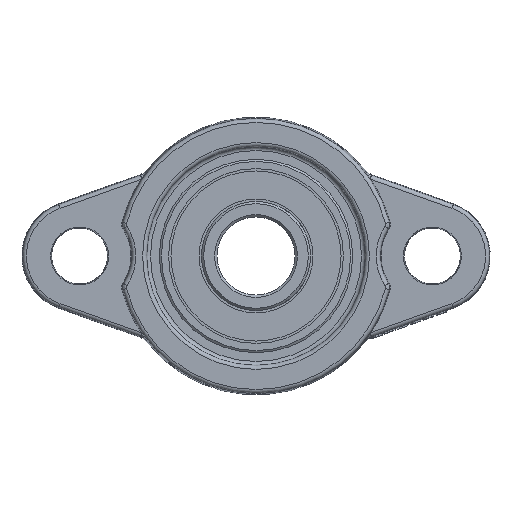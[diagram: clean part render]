
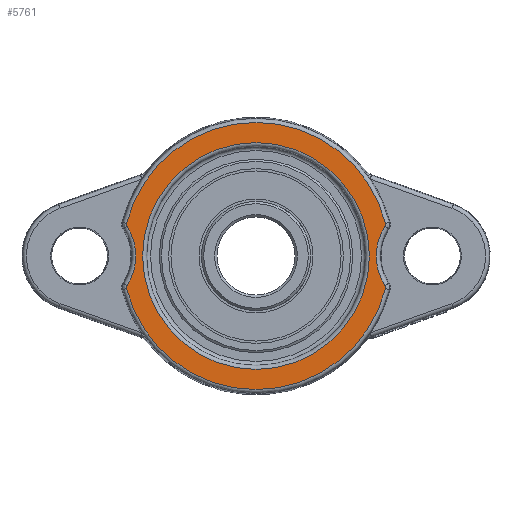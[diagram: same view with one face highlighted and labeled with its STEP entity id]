
A CAD part, front view. The second image highlights one B-rep face of the part: STEP entity #5761.
In plain terms, the highlighted planar face has unit normal (0, -1, 0).
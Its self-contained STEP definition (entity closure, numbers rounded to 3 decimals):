
#1340=B_SPLINE_CURVE_WITH_KNOTS($,3,(#8495,#8496,#8497,#8498,#8499,#8500,
#8501,#8502,#8503,#8504,#8505,#8506,#8507,#8508,#8509,#8510,#8511,#8512,
#8513),.UNSPECIFIED.,.F.,.F.,(4,3,3,3,3,3,4),(0.,0.129,
0.333,0.47,0.667,0.812,
1.),.UNSPECIFIED.);
#1341=B_SPLINE_CURVE_WITH_KNOTS($,3,(#8515,#8516,#8517,#8518,#8519,#8520,
#8521,#8522,#8523,#8524,#8525,#8526,#8527,#8528,#8529,#8530,#8531,#8532,
#8533),.UNSPECIFIED.,.F.,.F.,(4,3,3,3,3,3,4),(0.,0.129,
0.333,0.47,0.667,0.812,
1.),.UNSPECIFIED.);
#1342=B_SPLINE_CURVE_WITH_KNOTS($,3,(#8537,#8538,#8539,#8540,#8541,#8542,
#8543,#8544,#8545,#8546,#8547,#8548,#8549,#8550,#8551,#8552,#8553,#8554,
#8555),.UNSPECIFIED.,.F.,.F.,(4,3,3,3,3,3,4),(0.,0.129,
0.333,0.47,0.667,0.812,
1.),.UNSPECIFIED.);
#1343=B_SPLINE_CURVE_WITH_KNOTS($,3,(#8558,#8559,#8560,#8561,#8562,#8563,
#8564,#8565,#8566,#8567,#8568,#8569,#8570,#8571,#8572,#8573,#8574,#8575,
#8576),.UNSPECIFIED.,.F.,.F.,(4,3,3,3,3,3,4),(0.,0.129,
0.333,0.47,0.667,0.812,
1.),.UNSPECIFIED.);
#1450=FACE_BOUND($,#1841,.T.);
#1506=FACE_OUTER_BOUND($,#1840,.T.);
#1840=EDGE_LOOP($,(#3724,#3725,#3726,#3727,#3728,#3729,#3730,#3731));
#1841=EDGE_LOOP($,(#3732));
#2172=CIRCLE($,#6115,17.103);
#2175=CIRCLE($,#6119,6.964);
#2176=CIRCLE($,#6120,6.964);
#2177=CIRCLE($,#6121,17.103);
#2178=CIRCLE($,#6122,14.523);
#2302=VERTEX_POINT($,#8486);
#2303=VERTEX_POINT($,#8487);
#2304=VERTEX_POINT($,#8492);
#2305=VERTEX_POINT($,#8493);
#2306=VERTEX_POINT($,#8514);
#2307=VERTEX_POINT($,#8534);
#2308=VERTEX_POINT($,#8536);
#2309=VERTEX_POINT($,#8556);
#2310=VERTEX_POINT($,#8577);
#2859=EDGE_CURVE($,#2302,#2303,#2172,.T.);
#2862=EDGE_CURVE($,#2304,#2305,#2175,.T.);
#2863=EDGE_CURVE($,#2305,#2302,#1340,.T.);
#2864=EDGE_CURVE($,#2306,#2303,#1341,.T.);
#2865=EDGE_CURVE($,#2306,#2307,#2176,.T.);
#2866=EDGE_CURVE($,#2307,#2308,#1342,.T.);
#2867=EDGE_CURVE($,#2308,#2309,#2177,.T.);
#2868=EDGE_CURVE($,#2304,#2309,#1343,.T.);
#2869=EDGE_CURVE($,#2310,#2310,#2178,.T.);
#3724=ORIENTED_EDGE($,*,*,#2862,.T.);
#3725=ORIENTED_EDGE($,*,*,#2863,.T.);
#3726=ORIENTED_EDGE($,*,*,#2859,.T.);
#3727=ORIENTED_EDGE($,*,*,#2864,.F.);
#3728=ORIENTED_EDGE($,*,*,#2865,.T.);
#3729=ORIENTED_EDGE($,*,*,#2866,.T.);
#3730=ORIENTED_EDGE($,*,*,#2867,.T.);
#3731=ORIENTED_EDGE($,*,*,#2868,.F.);
#3732=ORIENTED_EDGE($,*,*,#2869,.T.);
#5193=PLANE($,#6118);
#5761=ADVANCED_FACE($,(#1506,#1450),#5193,.F.);
#6115=AXIS2_PLACEMENT_3D($,#8488,#6608,#6609);
#6118=AXIS2_PLACEMENT_3D($,#8491,#6614,#6615);
#6119=AXIS2_PLACEMENT_3D($,#8494,#6616,#6617);
#6120=AXIS2_PLACEMENT_3D($,#8535,#6618,#6619);
#6121=AXIS2_PLACEMENT_3D($,#8557,#6620,#6621);
#6122=AXIS2_PLACEMENT_3D($,#8578,#6622,#6623);
#6608=DIRECTION('center_axis',(0.,-1.,0.));
#6609=DIRECTION('ref_axis',(0.97,0.,0.244));
#6614=DIRECTION('center_axis',(0.,1.,0.));
#6615=DIRECTION('ref_axis',(0.,0.,1.));
#6616=DIRECTION('center_axis',(0.,1.,0.));
#6617=DIRECTION('ref_axis',(-0.84,0.,-0.543));
#6618=DIRECTION('center_axis',(0.,1.,0.));
#6619=DIRECTION('ref_axis',(0.84,0.,0.543));
#6620=DIRECTION('center_axis',(0.,-1.,0.));
#6621=DIRECTION('ref_axis',(-0.97,0.,-0.244));
#6622=DIRECTION('center_axis',(0.,1.,0.));
#6623=DIRECTION('ref_axis',(0.,0.,-1.));
#8486=CARTESIAN_POINT('',(16.586,-9.6,4.171));
#8487=CARTESIAN_POINT('',(-16.586,-9.6,4.171));
#8488=CARTESIAN_POINT('Origin',(0.,-9.6,0.));
#8491=CARTESIAN_POINT('Origin',(0.,-9.6,0.));
#8492=CARTESIAN_POINT('',(16.521,-9.6,-3.778));
#8493=CARTESIAN_POINT('',(16.521,-9.6,3.778));
#8494=CARTESIAN_POINT('Origin',(22.371,-9.6,0.));
#8495=CARTESIAN_POINT('Ctrl Pts',(16.521,-9.6,3.778));
#8496=CARTESIAN_POINT('Ctrl Pts',(16.531,-9.6,3.793));
#8497=CARTESIAN_POINT('Ctrl Pts',(16.54,-9.6,3.808));
#8498=CARTESIAN_POINT('Ctrl Pts',(16.548,-9.6,3.824));
#8499=CARTESIAN_POINT('Ctrl Pts',(16.56,-9.6,3.849));
#8500=CARTESIAN_POINT('Ctrl Pts',(16.571,-9.6,3.875));
#8501=CARTESIAN_POINT('Ctrl Pts',(16.579,-9.6,3.901));
#8502=CARTESIAN_POINT('Ctrl Pts',(16.584,-9.6,3.919));
#8503=CARTESIAN_POINT('Ctrl Pts',(16.589,-9.6,3.937));
#8504=CARTESIAN_POINT('Ctrl Pts',(16.592,-9.6,3.956));
#8505=CARTESIAN_POINT('Ctrl Pts',(16.597,-9.6,3.982));
#8506=CARTESIAN_POINT('Ctrl Pts',(16.6,-9.6,4.009));
#8507=CARTESIAN_POINT('Ctrl Pts',(16.601,-9.6,4.036));
#8508=CARTESIAN_POINT('Ctrl Pts',(16.602,-9.6,4.056));
#8509=CARTESIAN_POINT('Ctrl Pts',(16.601,-9.6,4.075));
#8510=CARTESIAN_POINT('Ctrl Pts',(16.599,-9.6,4.095));
#8511=CARTESIAN_POINT('Ctrl Pts',(16.597,-9.6,4.12));
#8512=CARTESIAN_POINT('Ctrl Pts',(16.593,-9.6,4.146));
#8513=CARTESIAN_POINT('Ctrl Pts',(16.586,-9.6,4.171));
#8514=CARTESIAN_POINT('',(-16.521,-9.6,3.778));
#8515=CARTESIAN_POINT('Ctrl Pts',(-16.521,-9.6,3.778));
#8516=CARTESIAN_POINT('Ctrl Pts',(-16.531,-9.6,3.793));
#8517=CARTESIAN_POINT('Ctrl Pts',(-16.54,-9.6,3.808));
#8518=CARTESIAN_POINT('Ctrl Pts',(-16.548,-9.6,3.824));
#8519=CARTESIAN_POINT('Ctrl Pts',(-16.56,-9.6,3.849));
#8520=CARTESIAN_POINT('Ctrl Pts',(-16.571,-9.6,3.875));
#8521=CARTESIAN_POINT('Ctrl Pts',(-16.579,-9.6,3.901));
#8522=CARTESIAN_POINT('Ctrl Pts',(-16.584,-9.6,3.919));
#8523=CARTESIAN_POINT('Ctrl Pts',(-16.589,-9.6,3.937));
#8524=CARTESIAN_POINT('Ctrl Pts',(-16.592,-9.6,3.956));
#8525=CARTESIAN_POINT('Ctrl Pts',(-16.597,-9.6,3.982));
#8526=CARTESIAN_POINT('Ctrl Pts',(-16.6,-9.6,4.009));
#8527=CARTESIAN_POINT('Ctrl Pts',(-16.601,-9.6,4.036));
#8528=CARTESIAN_POINT('Ctrl Pts',(-16.602,-9.6,4.056));
#8529=CARTESIAN_POINT('Ctrl Pts',(-16.601,-9.6,4.075));
#8530=CARTESIAN_POINT('Ctrl Pts',(-16.599,-9.6,4.095));
#8531=CARTESIAN_POINT('Ctrl Pts',(-16.597,-9.6,4.12));
#8532=CARTESIAN_POINT('Ctrl Pts',(-16.593,-9.6,4.146));
#8533=CARTESIAN_POINT('Ctrl Pts',(-16.586,-9.6,4.171));
#8534=CARTESIAN_POINT('',(-16.521,-9.6,-3.778));
#8535=CARTESIAN_POINT('Origin',(-22.371,-9.6,0.));
#8536=CARTESIAN_POINT('',(-16.586,-9.6,-4.171));
#8537=CARTESIAN_POINT('Ctrl Pts',(-16.521,-9.6,-3.778));
#8538=CARTESIAN_POINT('Ctrl Pts',(-16.531,-9.6,-3.793));
#8539=CARTESIAN_POINT('Ctrl Pts',(-16.54,-9.6,-3.808));
#8540=CARTESIAN_POINT('Ctrl Pts',(-16.548,-9.6,-3.824));
#8541=CARTESIAN_POINT('Ctrl Pts',(-16.56,-9.6,-3.849));
#8542=CARTESIAN_POINT('Ctrl Pts',(-16.571,-9.6,-3.875));
#8543=CARTESIAN_POINT('Ctrl Pts',(-16.579,-9.6,-3.901));
#8544=CARTESIAN_POINT('Ctrl Pts',(-16.584,-9.6,-3.919));
#8545=CARTESIAN_POINT('Ctrl Pts',(-16.589,-9.6,-3.937));
#8546=CARTESIAN_POINT('Ctrl Pts',(-16.592,-9.6,-3.956));
#8547=CARTESIAN_POINT('Ctrl Pts',(-16.597,-9.6,-3.982));
#8548=CARTESIAN_POINT('Ctrl Pts',(-16.6,-9.6,-4.009));
#8549=CARTESIAN_POINT('Ctrl Pts',(-16.601,-9.6,-4.036));
#8550=CARTESIAN_POINT('Ctrl Pts',(-16.602,-9.6,-4.056));
#8551=CARTESIAN_POINT('Ctrl Pts',(-16.601,-9.6,-4.075));
#8552=CARTESIAN_POINT('Ctrl Pts',(-16.599,-9.6,-4.095));
#8553=CARTESIAN_POINT('Ctrl Pts',(-16.597,-9.6,-4.12));
#8554=CARTESIAN_POINT('Ctrl Pts',(-16.593,-9.6,-4.146));
#8555=CARTESIAN_POINT('Ctrl Pts',(-16.586,-9.6,-4.171));
#8556=CARTESIAN_POINT('',(16.586,-9.6,-4.171));
#8557=CARTESIAN_POINT('Origin',(0.,-9.6,0.));
#8558=CARTESIAN_POINT('Ctrl Pts',(16.521,-9.6,-3.778));
#8559=CARTESIAN_POINT('Ctrl Pts',(16.531,-9.6,-3.793));
#8560=CARTESIAN_POINT('Ctrl Pts',(16.54,-9.6,-3.808));
#8561=CARTESIAN_POINT('Ctrl Pts',(16.548,-9.6,-3.824));
#8562=CARTESIAN_POINT('Ctrl Pts',(16.56,-9.6,-3.849));
#8563=CARTESIAN_POINT('Ctrl Pts',(16.571,-9.6,-3.875));
#8564=CARTESIAN_POINT('Ctrl Pts',(16.579,-9.6,-3.901));
#8565=CARTESIAN_POINT('Ctrl Pts',(16.584,-9.6,-3.919));
#8566=CARTESIAN_POINT('Ctrl Pts',(16.589,-9.6,-3.937));
#8567=CARTESIAN_POINT('Ctrl Pts',(16.592,-9.6,-3.956));
#8568=CARTESIAN_POINT('Ctrl Pts',(16.597,-9.6,-3.982));
#8569=CARTESIAN_POINT('Ctrl Pts',(16.6,-9.6,-4.009));
#8570=CARTESIAN_POINT('Ctrl Pts',(16.601,-9.6,-4.036));
#8571=CARTESIAN_POINT('Ctrl Pts',(16.602,-9.6,-4.056));
#8572=CARTESIAN_POINT('Ctrl Pts',(16.601,-9.6,-4.075));
#8573=CARTESIAN_POINT('Ctrl Pts',(16.599,-9.6,-4.095));
#8574=CARTESIAN_POINT('Ctrl Pts',(16.597,-9.6,-4.12));
#8575=CARTESIAN_POINT('Ctrl Pts',(16.593,-9.6,-4.146));
#8576=CARTESIAN_POINT('Ctrl Pts',(16.586,-9.6,-4.171));
#8577=CARTESIAN_POINT('',(0.,-9.6,-14.523));
#8578=CARTESIAN_POINT('Origin',(0.,-9.6,0.));
